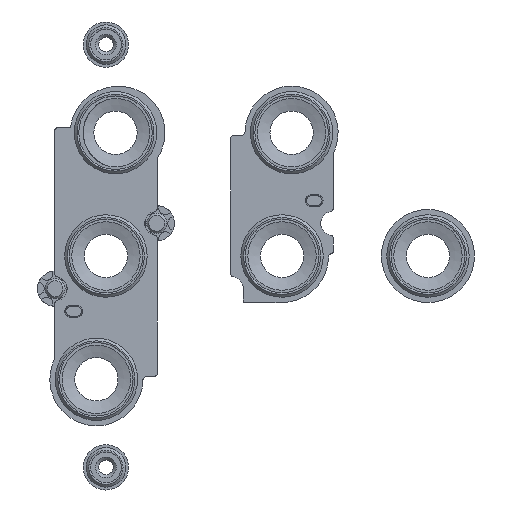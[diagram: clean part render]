
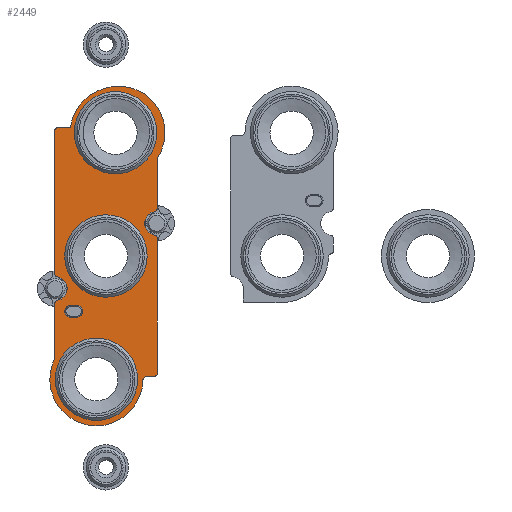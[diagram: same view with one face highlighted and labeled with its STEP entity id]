
A CAD part, front view. The second image highlights one B-rep face of the part: STEP entity #2449.
In plain terms, the highlighted planar face has unit normal (0, -1, 0).
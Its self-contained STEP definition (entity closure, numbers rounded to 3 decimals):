
#187=LINE('',#3993,#293);
#190=LINE('',#4001,#296);
#195=LINE('',#4017,#301);
#198=LINE('',#4025,#304);
#202=LINE('',#4035,#308);
#207=LINE('',#4051,#313);
#209=LINE('',#4061,#315);
#210=LINE('',#4065,#316);
#293=VECTOR('',#3108,1000.);
#296=VECTOR('',#3117,1000.);
#301=VECTOR('',#3136,1000.);
#304=VECTOR('',#3145,1000.);
#308=VECTOR('',#3155,1000.);
#313=VECTOR('',#3174,1000.);
#315=VECTOR('',#3186,1000.);
#316=VECTOR('',#3189,1000.);
#480=ORIENTED_EDGE('',*,*,#1050,.F.);
#481=ORIENTED_EDGE('',*,*,#1067,.T.);
#482=ORIENTED_EDGE('',*,*,#1051,.F.);
#483=ORIENTED_EDGE('',*,*,#1054,.F.);
#484=ORIENTED_EDGE('',*,*,#1056,.F.);
#485=ORIENTED_EDGE('',*,*,#1058,.F.);
#486=ORIENTED_EDGE('',*,*,#1060,.T.);
#487=ORIENTED_EDGE('',*,*,#1062,.F.);
#488=ORIENTED_EDGE('',*,*,#1064,.F.);
#489=ORIENTED_EDGE('',*,*,#1066,.F.);
#490=ORIENTED_EDGE('',*,*,#1032,.T.);
#491=ORIENTED_EDGE('',*,*,#1035,.F.);
#492=ORIENTED_EDGE('',*,*,#1037,.F.);
#493=ORIENTED_EDGE('',*,*,#1039,.F.);
#494=ORIENTED_EDGE('',*,*,#1041,.F.);
#495=ORIENTED_EDGE('',*,*,#1043,.T.);
#496=ORIENTED_EDGE('',*,*,#1045,.F.);
#497=ORIENTED_EDGE('',*,*,#1047,.F.);
#498=ORIENTED_EDGE('',*,*,#1068,.T.);
#499=ORIENTED_EDGE('',*,*,#1069,.T.);
#500=ORIENTED_EDGE('',*,*,#1070,.T.);
#501=ORIENTED_EDGE('',*,*,#1071,.T.);
#502=ORIENTED_EDGE('',*,*,#1072,.F.);
#503=ORIENTED_EDGE('',*,*,#1073,.F.);
#504=ORIENTED_EDGE('',*,*,#1074,.F.);
#1032=EDGE_CURVE('',#1342,#1343,#1578,.T.);
#1035=EDGE_CURVE('',#1344,#1343,#187,.T.);
#1037=EDGE_CURVE('',#1345,#1344,#1579,.T.);
#1039=EDGE_CURVE('',#1346,#1345,#190,.T.);
#1041=EDGE_CURVE('',#1347,#1346,#1580,.T.);
#1043=EDGE_CURVE('',#1347,#1348,#1581,.T.);
#1045=EDGE_CURVE('',#1349,#1348,#1582,.T.);
#1047=EDGE_CURVE('',#1350,#1349,#195,.T.);
#1050=EDGE_CURVE('',#1351,#1350,#1583,.T.);
#1051=EDGE_CURVE('',#1352,#1353,#198,.T.);
#1054=EDGE_CURVE('',#1354,#1352,#1584,.T.);
#1056=EDGE_CURVE('',#1355,#1354,#202,.T.);
#1058=EDGE_CURVE('',#1356,#1355,#1585,.T.);
#1060=EDGE_CURVE('',#1356,#1357,#1586,.T.);
#1062=EDGE_CURVE('',#1358,#1357,#1587,.T.);
#1064=EDGE_CURVE('',#1359,#1358,#207,.T.);
#1066=EDGE_CURVE('',#1342,#1359,#1588,.T.);
#1067=EDGE_CURVE('',#1351,#1353,#1589,.T.);
#1068=EDGE_CURVE('',#1360,#1361,#1590,.T.);
#1069=EDGE_CURVE('',#1361,#1362,#209,.T.);
#1070=EDGE_CURVE('',#1362,#1363,#1591,.T.);
#1071=EDGE_CURVE('',#1363,#1360,#210,.T.);
#1072=EDGE_CURVE('',#1364,#1364,#1592,.T.);
#1073=EDGE_CURVE('',#1365,#1365,#1593,.T.);
#1074=EDGE_CURVE('',#1366,#1366,#1594,.T.);
#1342=VERTEX_POINT('',#3988);
#1343=VERTEX_POINT('',#3989);
#1344=VERTEX_POINT('',#3994);
#1345=VERTEX_POINT('',#3998);
#1346=VERTEX_POINT('',#4002);
#1347=VERTEX_POINT('',#4006);
#1348=VERTEX_POINT('',#4010);
#1349=VERTEX_POINT('',#4014);
#1350=VERTEX_POINT('',#4018);
#1351=VERTEX_POINT('',#4022);
#1352=VERTEX_POINT('',#4026);
#1353=VERTEX_POINT('',#4027);
#1354=VERTEX_POINT('',#4032);
#1355=VERTEX_POINT('',#4036);
#1356=VERTEX_POINT('',#4040);
#1357=VERTEX_POINT('',#4044);
#1358=VERTEX_POINT('',#4048);
#1359=VERTEX_POINT('',#4052);
#1360=VERTEX_POINT('',#4059);
#1361=VERTEX_POINT('',#4060);
#1362=VERTEX_POINT('',#4062);
#1363=VERTEX_POINT('',#4064);
#1364=VERTEX_POINT('',#4067);
#1365=VERTEX_POINT('',#4069);
#1366=VERTEX_POINT('',#4071);
#1578=CIRCLE('',#2690,0.7);
#1579=CIRCLE('',#2693,0.7);
#1580=CIRCLE('',#2696,0.7);
#1581=CIRCLE('',#2698,2.4);
#1582=CIRCLE('',#2700,0.7);
#1583=CIRCLE('',#2703,9.25);
#1584=CIRCLE('',#2706,0.7);
#1585=CIRCLE('',#2709,0.7);
#1586=CIRCLE('',#2711,2.4);
#1587=CIRCLE('',#2713,0.7);
#1588=CIRCLE('',#2716,9.25);
#1589=CIRCLE('',#2718,9.);
#1590=CIRCLE('',#2719,1.15);
#1591=CIRCLE('',#2720,1.15);
#1592=CIRCLE('',#2721,8.185);
#1593=CIRCLE('',#2722,8.185);
#1594=CIRCLE('',#2723,8.185);
#1781=EDGE_LOOP('',(#480,#481,#482,#483,#484,#485,#486,#487,#488,#489,#490,
#491,#492,#493,#494,#495,#496,#497));
#1782=EDGE_LOOP('',(#498,#499,#500,#501));
#1783=EDGE_LOOP('',(#502));
#1784=EDGE_LOOP('',(#503));
#1785=EDGE_LOOP('',(#504));
#2082=FACE_BOUND('',#1781,.T.);
#2083=FACE_BOUND('',#1782,.T.);
#2084=FACE_BOUND('',#1783,.T.);
#2085=FACE_BOUND('',#1784,.T.);
#2086=FACE_BOUND('',#1785,.T.);
#2370=PLANE('',#2717);
#2449=ADVANCED_FACE('',(#2082,#2083,#2084,#2085,#2086),#2370,.F.);
#2690=AXIS2_PLACEMENT_3D('',#3987,#3102,#3103);
#2693=AXIS2_PLACEMENT_3D('',#3997,#3112,#3113);
#2696=AXIS2_PLACEMENT_3D('',#4005,#3121,#3122);
#2698=AXIS2_PLACEMENT_3D('',#4009,#3126,#3127);
#2700=AXIS2_PLACEMENT_3D('',#4013,#3131,#3132);
#2703=AXIS2_PLACEMENT_3D('',#4023,#3141,#3142);
#2706=AXIS2_PLACEMENT_3D('',#4031,#3150,#3151);
#2709=AXIS2_PLACEMENT_3D('',#4039,#3159,#3160);
#2711=AXIS2_PLACEMENT_3D('',#4043,#3164,#3165);
#2713=AXIS2_PLACEMENT_3D('',#4047,#3169,#3170);
#2716=AXIS2_PLACEMENT_3D('',#4055,#3178,#3179);
#2717=AXIS2_PLACEMENT_3D('',#4056,#3180,#3181);
#2718=AXIS2_PLACEMENT_3D('',#4057,#3182,#3183);
#2719=AXIS2_PLACEMENT_3D('',#4058,#3184,#3185);
#2720=AXIS2_PLACEMENT_3D('',#4063,#3187,#3188);
#2721=AXIS2_PLACEMENT_3D('',#4066,#3190,#3191);
#2722=AXIS2_PLACEMENT_3D('',#4068,#3192,#3193);
#2723=AXIS2_PLACEMENT_3D('',#4070,#3194,#3195);
#3102=DIRECTION('',(0.,1.,0.));
#3103=DIRECTION('',(1.,0.,0.));
#3108=DIRECTION('',(0.,0.,1.));
#3112=DIRECTION('',(0.,1.,0.));
#3113=DIRECTION('',(1.,0.,0.));
#3117=DIRECTION('',(-1.,0.,0.));
#3121=DIRECTION('',(0.,1.,0.));
#3122=DIRECTION('',(1.,0.,0.));
#3126=DIRECTION('',(0.,1.,0.));
#3127=DIRECTION('',(1.,0.,0.));
#3131=DIRECTION('',(0.,1.,0.));
#3132=DIRECTION('',(1.,0.,0.));
#3136=DIRECTION('',(-1.,0.,0.));
#3141=DIRECTION('',(0.,1.,0.));
#3142=DIRECTION('',(1.,0.,0.));
#3145=DIRECTION('',(0.,0.,-1.));
#3150=DIRECTION('',(0.,1.,0.));
#3151=DIRECTION('',(1.,0.,0.));
#3155=DIRECTION('',(1.,0.,0.));
#3159=DIRECTION('',(0.,1.,0.));
#3160=DIRECTION('',(1.,0.,0.));
#3164=DIRECTION('',(0.,1.,0.));
#3165=DIRECTION('',(1.,0.,0.));
#3169=DIRECTION('',(0.,1.,0.));
#3170=DIRECTION('',(1.,0.,0.));
#3174=DIRECTION('',(1.,0.,0.));
#3178=DIRECTION('',(0.,1.,0.));
#3179=DIRECTION('',(1.,0.,0.));
#3180=DIRECTION('',(0.,1.,0.));
#3181=DIRECTION('',(0.,0.,1.));
#3182=DIRECTION('',(0.,-1.,0.));
#3183=DIRECTION('',(0.,0.,-1.));
#3184=DIRECTION('',(0.,1.,0.));
#3185=DIRECTION('',(1.,0.,0.));
#3186=DIRECTION('',(0.,0.,1.));
#3187=DIRECTION('',(0.,1.,0.));
#3188=DIRECTION('',(1.,0.,0.));
#3189=DIRECTION('',(0.,0.,-1.));
#3190=DIRECTION('',(0.,-1.,0.));
#3191=DIRECTION('',(0.,0.,-1.));
#3192=DIRECTION('',(0.,-1.,0.));
#3193=DIRECTION('',(0.,0.,-1.));
#3194=DIRECTION('',(0.,-1.,0.));
#3195=DIRECTION('',(0.,0.,-1.));
#3987=CARTESIAN_POINT('',(-24.7,-1.,-8.048));
#3988=CARTESIAN_POINT('',(-24.686,-1.,-7.348));
#3989=CARTESIAN_POINT('',(-24.,-1.,-8.048));
#3993=CARTESIAN_POINT('',(-24.,-1.,-9.5));
#3994=CARTESIAN_POINT('',(-24.,-1.,-9.5));
#3997=CARTESIAN_POINT('',(-23.3,-1.,-9.5));
#3998=CARTESIAN_POINT('',(-23.3,-1.,-10.2));
#4001=CARTESIAN_POINT('',(3.459,-1.,-10.2));
#4002=CARTESIAN_POINT('',(3.459,-1.,-10.2));
#4005=CARTESIAN_POINT('',(3.459,-1.,-9.5));
#4006=CARTESIAN_POINT('',(4.145,-1.,-9.635));
#4009=CARTESIAN_POINT('',(6.5,-1.,-10.1));
#4010=CARTESIAN_POINT('',(8.855,-1.,-9.635));
#4013=CARTESIAN_POINT('',(9.541,-1.,-9.5));
#4014=CARTESIAN_POINT('',(9.541,-1.,-10.2));
#4017=CARTESIAN_POINT('',(19.374,-1.,-10.2));
#4018=CARTESIAN_POINT('',(19.374,-1.,-10.2));
#4022=CARTESIAN_POINT('',(32.791,-1.,1.602));
#4023=CARTESIAN_POINT('',(24.5,-1.,-2.5));
#4025=CARTESIAN_POINT('',(25.5,-1.,9.5));
#4026=CARTESIAN_POINT('',(25.5,-1.,9.5));
#4027=CARTESIAN_POINT('',(25.5,-1.,7.044));
#4031=CARTESIAN_POINT('',(24.8,-1.,9.5));
#4032=CARTESIAN_POINT('',(24.8,-1.,10.2));
#4035=CARTESIAN_POINT('',(-3.459,-1.,10.2));
#4036=CARTESIAN_POINT('',(-3.459,-1.,10.2));
#4039=CARTESIAN_POINT('',(-3.459,-1.,9.5));
#4040=CARTESIAN_POINT('',(-4.145,-1.,9.635));
#4043=CARTESIAN_POINT('',(-6.5,-1.,10.1));
#4044=CARTESIAN_POINT('',(-8.855,-1.,9.635));
#4047=CARTESIAN_POINT('',(-9.541,-1.,9.5));
#4048=CARTESIAN_POINT('',(-9.541,-1.,10.2));
#4051=CARTESIAN_POINT('',(-20.417,-1.,10.2));
#4052=CARTESIAN_POINT('',(-20.417,-1.,10.2));
#4055=CARTESIAN_POINT('',(-24.5,-1.,1.9));
#4056=CARTESIAN_POINT('',(-24.7,-1.,-8.048));
#4057=CARTESIAN_POINT('',(24.5,-1.,-1.9));
#4058=CARTESIAN_POINT('',(-11.,-1.,5.8));
#4059=CARTESIAN_POINT('',(-9.85,-1.,5.8));
#4060=CARTESIAN_POINT('',(-12.15,-1.,5.8));
#4061=CARTESIAN_POINT('',(-12.15,-1.,5.8));
#4062=CARTESIAN_POINT('',(-12.15,-1.,7.));
#4063=CARTESIAN_POINT('',(-11.,-1.,7.));
#4064=CARTESIAN_POINT('',(-9.85,-1.,7.));
#4065=CARTESIAN_POINT('',(-9.85,-1.,7.));
#4066=CARTESIAN_POINT('',(24.5,-1.,-1.9));
#4067=CARTESIAN_POINT('',(24.5,-1.,-10.085));
#4068=CARTESIAN_POINT('',(0.,-1.,0.));
#4069=CARTESIAN_POINT('',(0.,-1.,-8.185));
#4070=CARTESIAN_POINT('',(-24.5,-1.,1.9));
#4071=CARTESIAN_POINT('',(-24.5,-1.,-6.285));
